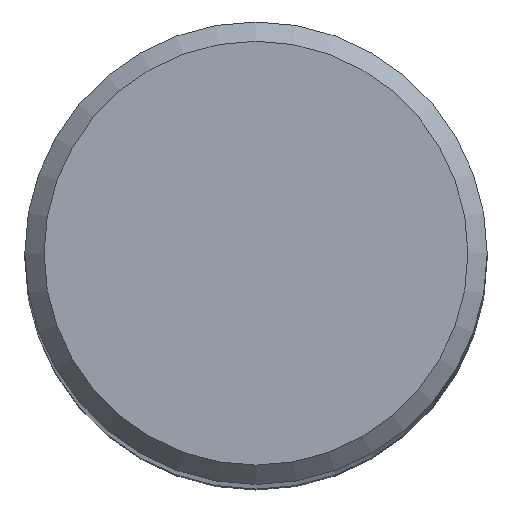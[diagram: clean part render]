
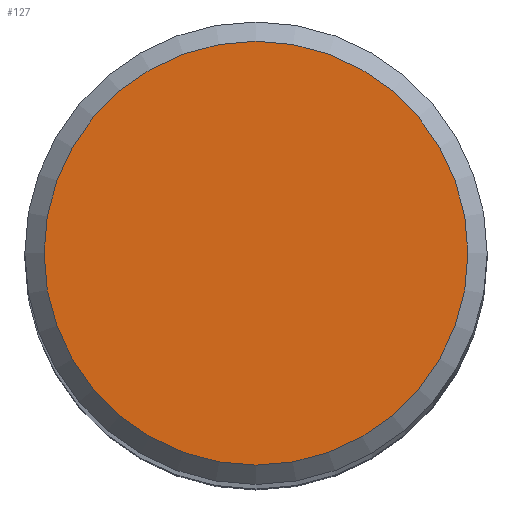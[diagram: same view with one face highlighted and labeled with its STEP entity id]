
A CAD part, top view. The second image highlights one B-rep face of the part: STEP entity #127.
In plain terms, the highlighted planar face has unit normal (0, 0, 1).
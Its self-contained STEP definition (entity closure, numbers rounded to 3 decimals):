
#2 = CARTESIAN_POINT ( 'NONE',  ( 0., 5.5, 83. ) ) ;
#13 = PLANE ( 'NONE',  #110 ) ;
#24 = CIRCLE ( 'NONE', #70, 5.5 ) ;
#34 = CARTESIAN_POINT ( 'NONE',  ( 0., 0., 83. ) ) ;
#35 = DIRECTION ( 'NONE',  ( 0., 0., -1. ) ) ;
#61 = VERTEX_POINT ( 'NONE', #2 ) ;
#70 = AXIS2_PLACEMENT_3D ( 'NONE', #205, #35, #188 ) ;
#91 = ORIENTED_EDGE ( 'NONE', *, *, #174, .F. ) ;
#94 = FACE_OUTER_BOUND ( 'NONE', #131, .T. ) ;
#110 = AXIS2_PLACEMENT_3D ( 'NONE', #34, #224, #241 ) ;
#127 = ADVANCED_FACE ( 'NONE', ( #94 ), #13, .F. ) ;
#131 = EDGE_LOOP ( 'NONE', ( #91 ) ) ;
#174 = EDGE_CURVE ( 'NONE', #61, #61, #24, .T. ) ;
#188 = DIRECTION ( 'NONE',  ( 0., 1., 0. ) ) ;
#205 = CARTESIAN_POINT ( 'NONE',  ( 0., 0., 83. ) ) ;
#224 = DIRECTION ( 'NONE',  ( 0., 0., -1. ) ) ;
#241 = DIRECTION ( 'NONE',  ( 0., 1., 0. ) ) ;
